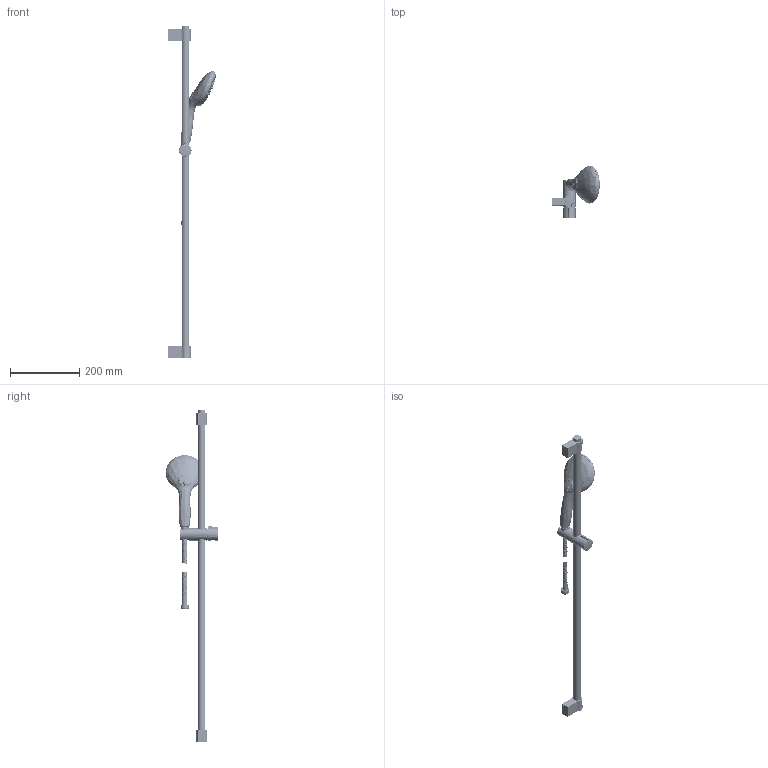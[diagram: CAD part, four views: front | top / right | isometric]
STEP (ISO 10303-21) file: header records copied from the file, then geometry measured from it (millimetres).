
FILE_DESCRIPTION(/* description */ ('Unknown'),/* implementation_level */ '2;1');
FILE_NAME(/* name */ '2764630E',/* time_stamp */ '2023-01-09T10:10:05+01:00',/* author */ ('Unknown'),/* organization */ ('GROHE AG'),/* preprocessor_version */ 'ST-DEVELOPER v16.7',/* originating_system */ 'DEX',/* authorisation */ $);
FILE_SCHEMA (('AUTOMOTIVE_DESIGN {1 0 10303 214 3 1 1}'));
Products named in the file (1): 2764630E
Bounding box: 139.55 x 152.26 x 961.05 mm (x, y, z)
Volume: 316004.9 mm3; surface area: 344660.5 mm2
Topology: 17 solids, 25 shells, 8457 faces, 20921 edges, 12122 vertices
Faces by surface type: bspline 4451, cylinder 1428, plane 1108, torus 763, cone 366, sphere 341
Full cylindrical faces by diameter (mm): 0.83 x4, 2.8 x144, 3.7 x72, 4.1 x14, 4.3 x1, 8.3 x2, 10.8 x2, 12 x2, 14 x1, 14.7 x2, 14.9 x1, 16 x2, 16.2 x3, 16.4 x1, 17.996 x4, 18.5 x1, 18.631 x2, 19.2 x1, 19.9 x1, 20.2 x1, 20.7 x1, 21 x2, 21.2 x4, 21.9 x1, 22 x1, 22.2 x2, 22.6 x1, 22.9 x2, 23 x1, 23.3 x1
Entity records: 324869 total; most frequent: CARTESIAN_POINT 164416, ORIENTED_EDGE 37094, DIRECTION 24244, EDGE_CURVE 18547, VERTEX_POINT 11283, AXIS2_PLACEMENT_3D 10701, EDGE_LOOP 10018, FACE_BOUND 10018
